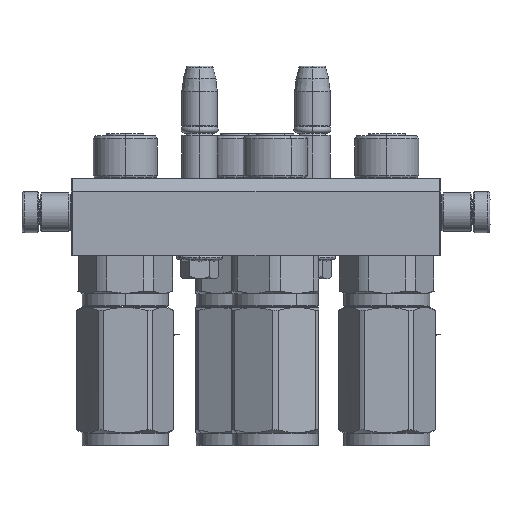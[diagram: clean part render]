
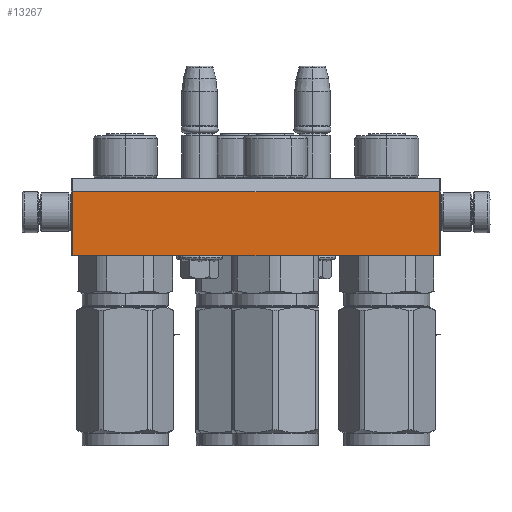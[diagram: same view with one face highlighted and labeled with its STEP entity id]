
A CAD part, left-side view. The second image highlights one B-rep face of the part: STEP entity #13267.
In plain terms, the highlighted face is planar.
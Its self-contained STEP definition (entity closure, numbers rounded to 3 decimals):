
#1020 = CARTESIAN_POINT ( 'NONE',  ( 143.5, 5., -90. ) ) ;
#3464 = DIRECTION ( 'NONE',  ( -1., 0., 0. ) ) ;
#3806 = DIRECTION ( 'NONE',  ( 0., 1., 0. ) ) ;
#4152 = EDGE_CURVE ( 'NONE', #24486, #22027, #55703, .T. ) ;
#4955 = CARTESIAN_POINT ( 'NONE',  ( 143.5, 5., -90. ) ) ;
#5087 = VECTOR ( 'NONE', #3806, 1000. ) ;
#5391 = EDGE_CURVE ( 'NONE', #24486, #58075, #34443, .T. ) ;
#7578 = EDGE_CURVE ( 'NONE', #22027, #28584, #15461, .T. ) ;
#8717 = DIRECTION ( 'NONE',  ( 0., 0., -1. ) ) ;
#11715 = CARTESIAN_POINT ( 'NONE',  ( 143.5, 30., -90. ) ) ;
#12624 = VECTOR ( 'NONE', #27473, 1000. ) ;
#13267 = ADVANCED_FACE ( 'NONE', ( #24740 ), #44281, .T. ) ;
#15449 = CARTESIAN_POINT ( 'NONE',  ( 143.5, 5., -90. ) ) ;
#15461 = LINE ( 'NONE', #55897, #27373 ) ;
#15766 = DIRECTION ( 'NONE',  ( -1., 0., 0. ) ) ;
#20220 = ORIENTED_EDGE ( 'NONE', *, *, #5391, .T. ) ;
#22027 = VERTEX_POINT ( 'NONE', #11715 ) ;
#23116 = EDGE_LOOP ( 'NONE', ( #36019, #53784, #20220, #37221 ) ) ;
#24486 = VERTEX_POINT ( 'NONE', #15449 ) ;
#24740 = FACE_OUTER_BOUND ( 'NONE', #23116, .T. ) ;
#25237 = CARTESIAN_POINT ( 'NONE',  ( 0.5, 5., -90. ) ) ;
#27373 = VECTOR ( 'NONE', #15766, 1000. ) ;
#27473 = DIRECTION ( 'NONE',  ( -1., 0., 0. ) ) ;
#28584 = VERTEX_POINT ( 'NONE', #34087 ) ;
#32518 = EDGE_CURVE ( 'NONE', #58075, #28584, #54269, .T. ) ;
#34087 = CARTESIAN_POINT ( 'NONE',  ( 0.5, 30., -90. ) ) ;
#34443 = LINE ( 'NONE', #4955, #12624 ) ;
#36019 = ORIENTED_EDGE ( 'NONE', *, *, #7578, .F. ) ;
#37221 = ORIENTED_EDGE ( 'NONE', *, *, #32518, .T. ) ;
#39543 = CARTESIAN_POINT ( 'NONE',  ( 144., 0., -90. ) ) ;
#42339 = VECTOR ( 'NONE', #45949, 1000. ) ;
#44281 = PLANE ( 'NONE',  #50086 ) ;
#45949 = DIRECTION ( 'NONE',  ( 0., 1., 0. ) ) ;
#50086 = AXIS2_PLACEMENT_3D ( 'NONE', #39543, #8717, #3464 ) ;
#53784 = ORIENTED_EDGE ( 'NONE', *, *, #4152, .F. ) ;
#54269 = LINE ( 'NONE', #57609, #5087 ) ;
#55703 = LINE ( 'NONE', #1020, #42339 ) ;
#55897 = CARTESIAN_POINT ( 'NONE',  ( 143.5, 30., -90. ) ) ;
#57609 = CARTESIAN_POINT ( 'NONE',  ( 0.5, 5., -90. ) ) ;
#58075 = VERTEX_POINT ( 'NONE', #25237 ) ;
